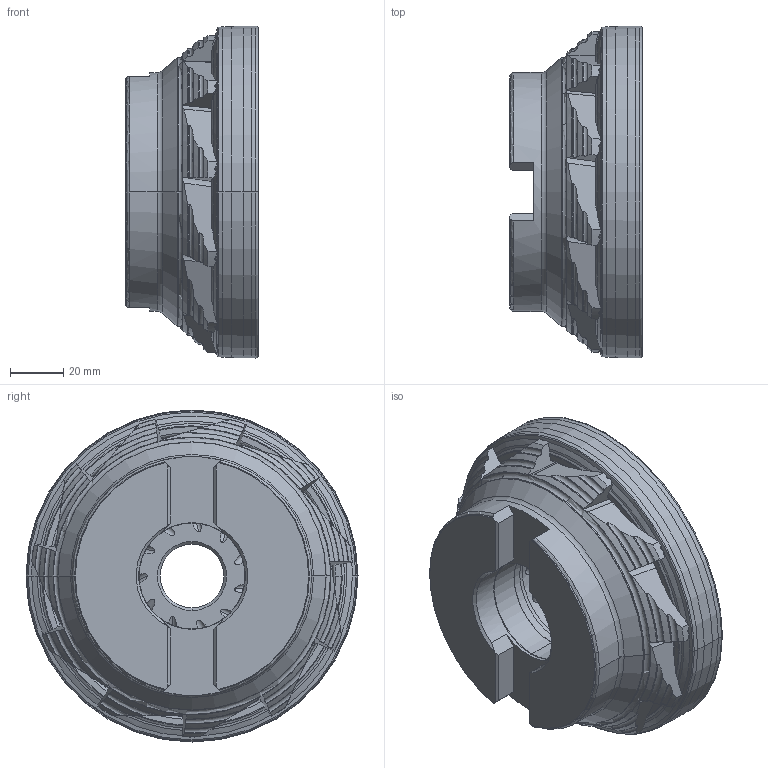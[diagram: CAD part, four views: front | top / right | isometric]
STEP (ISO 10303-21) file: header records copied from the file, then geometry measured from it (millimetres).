
FILE_DESCRIPTION (( 'STEP AP214' ), '1' );
FILE_NAME ('90PP-125-70-11.STEP', '2019-07-31T14:01:10', ( '' ), ( '' ), 'SwSTEP 2.0', 'SolidWorks 2019', '' );
FILE_SCHEMA (( 'AUTOMOTIVE_DESIGN' ));
Length unit declared in the file: millimetre
Products named in the file (1): 90PP-125-70-11
Bounding box: 49.99 x 124.99 x 124.99 mm (x, y, z)
Volume: 379444 mm3; surface area: 47803.3 mm2
Topology: 1 solids, 1 shells, 551 faces, 1713 edges, 1121 vertices
Faces by surface type: cone 201, torus 136, plane 124, cylinder 90
Entity records: 23713 total; most frequent: CARTESIAN_POINT 8044, ORIENTED_EDGE 3426, DIRECTION 2348, EDGE_CURVE 1713, VERTEX_POINT 1121, AXIS2_PLACEMENT_3D 1041, B_SPLINE_CURVE_WITH_KNOTS 826, EDGE_LOOP 554
